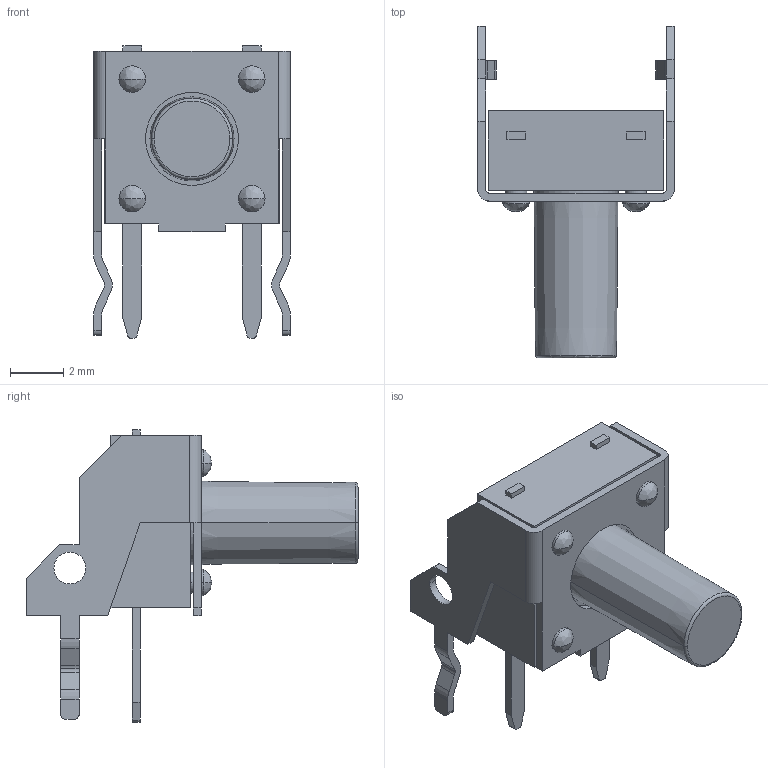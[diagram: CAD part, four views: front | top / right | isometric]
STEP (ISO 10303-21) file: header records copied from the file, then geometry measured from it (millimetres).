
FILE_DESCRIPTION(('FreeCAD Model'),'2;1');
FILE_NAME('SW_Tactile_SPST_Angled.STEP','2016-02-15T11:32:01',('Author'),(''), 'Open CASCADE STEP processor 6.8','FreeCAD','Unknown');
FILE_SCHEMA(('AUTOMOTIVE_DESIGN_CC2 { 1 2 10303 214 -1 1 5 4 }'));
Length unit declared in the file: millimetre
Products named in the file (1): SW_Tactile_SPST_Angled
Bounding box: 7.4 x 12.5 x 11 mm (x, y, z)
Volume: 205.1 mm3; surface area: 441.7 mm2
Topology: 1 solids, 1 shells, 141 faces, 370 edges, 242 vertices
Faces by surface type: plane 81, cylinder 48, bspline 10, cone 2
Entity records: 15316 total; most frequent: CARTESIAN_POINT 7284, DIRECTION 1204, ORIENTED_EDGE 740, PCURVE 740, DEFINITIONAL_REPRESENTATION 740, LINE 688, VECTOR 688, EDGE_CURVE 370
